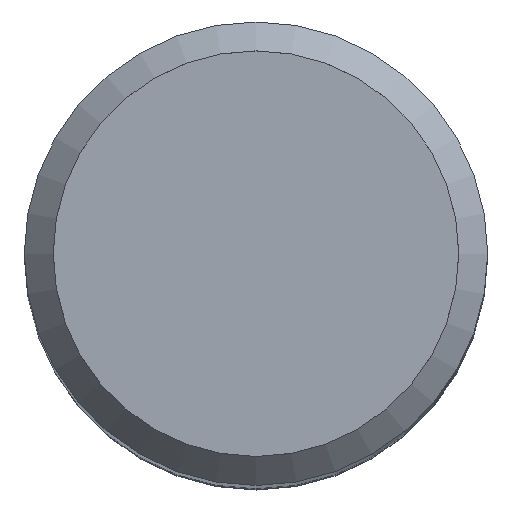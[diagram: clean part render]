
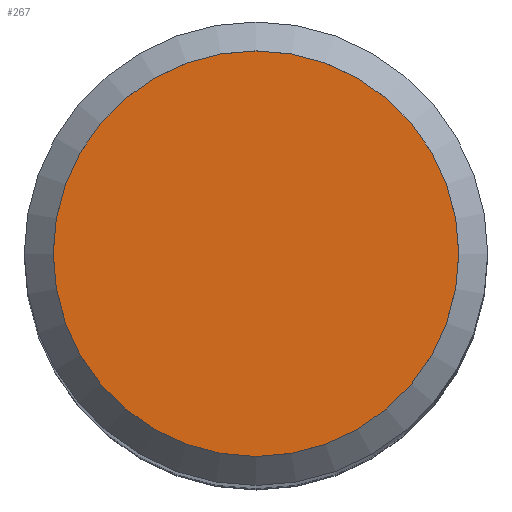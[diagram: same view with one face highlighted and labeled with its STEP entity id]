
A CAD part, top view. The second image highlights one B-rep face of the part: STEP entity #267.
In plain terms, the highlighted planar face has unit normal (0, 0, 1).
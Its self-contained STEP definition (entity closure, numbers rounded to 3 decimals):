
#85=PLANE('',#293);
#104=CIRCLE('',#294,7.);
#105=CIRCLE('',#295,7.);
#122=VERTEX_POINT('',#424);
#123=VERTEX_POINT('',#425);
#167=EDGE_CURVE('',#122,#123,#104,.T.);
#168=EDGE_CURVE('',#123,#122,#105,.T.);
#213=ORIENTED_EDGE('',*,*,#167,.T.);
#214=ORIENTED_EDGE('',*,*,#168,.T.);
#239=EDGE_LOOP('',(#213,#214));
#253=FACE_BOUND('',#239,.T.);
#267=ADVANCED_FACE('',(#253),#85,.F.);
#293=AXIS2_PLACEMENT_3D('',#422,#353,$);
#294=AXIS2_PLACEMENT_3D('',#423,#354,#355);
#295=AXIS2_PLACEMENT_3D('',#426,#356,#357);
#353=DIRECTION('',(0.,0.,-1.));
#354=DIRECTION('',(0.,0.,1.));
#355=DIRECTION('',(-7.,0.,0.));
#356=DIRECTION('',(0.,0.,1.));
#357=DIRECTION('',(-7.,0.,0.));
#422=CARTESIAN_POINT('',(0.,7.,0.));
#423=CARTESIAN_POINT('',(0.,0.,0.));
#424=CARTESIAN_POINT('',(7.,0.,0.));
#425=CARTESIAN_POINT('',(-7.,0.,0.));
#426=CARTESIAN_POINT('',(0.,0.,0.));
